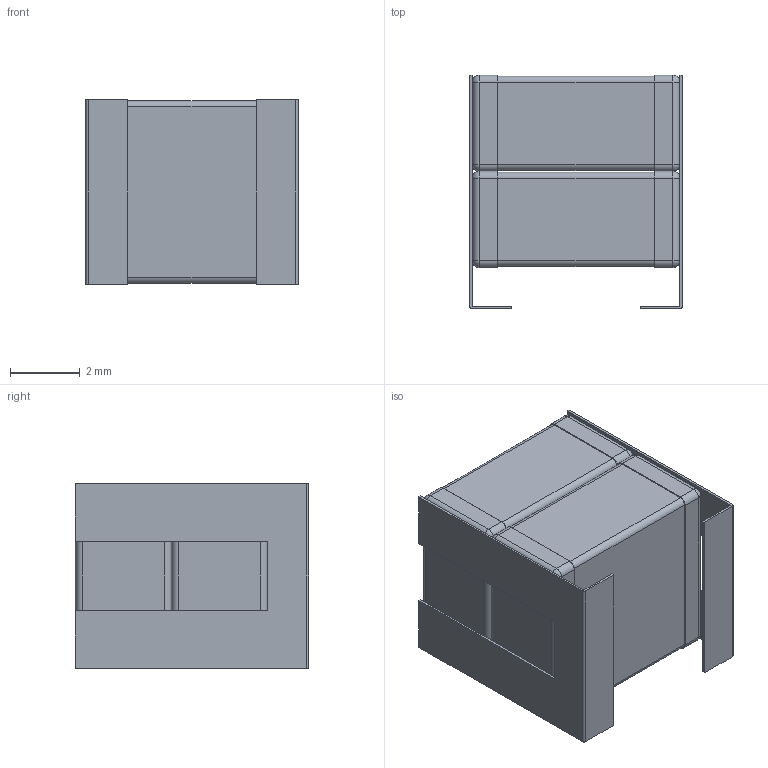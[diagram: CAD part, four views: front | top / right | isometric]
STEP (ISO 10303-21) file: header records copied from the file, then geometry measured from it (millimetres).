
FILE_DESCRIPTION (( 'STEP AP214' ), '1' );
FILE_NAME ('KCM55WR71H226MH01L.STEP', '2020-07-28T09:16:06', ( '' ), ( '' ), 'SwSTEP 2.0', 'SolidWorks 2017', '' );
FILE_SCHEMA (( 'AUTOMOTIVE_DESIGN' ));
Length unit declared in the file: millimetre
Products named in the file (1): KCM55WR71H226MH01L
Bounding box: 6.1 x 6.7 x 5.3 mm (x, y, z)
Volume: 173.4 mm3; surface area: 480.8 mm2
Topology: 8 solids, 8 shells, 118 faces, 274 edges, 156 vertices
Faces by surface type: plane 60, cylinder 42, sphere 16
Entity records: 3279 total; most frequent: DIRECTION 580, CARTESIAN_POINT 533, ORIENTED_EDGE 516, EDGE_CURVE 258, AXIS2_PLACEMENT_3D 203, LINE 174, VECTOR 174, VERTEX_POINT 156
